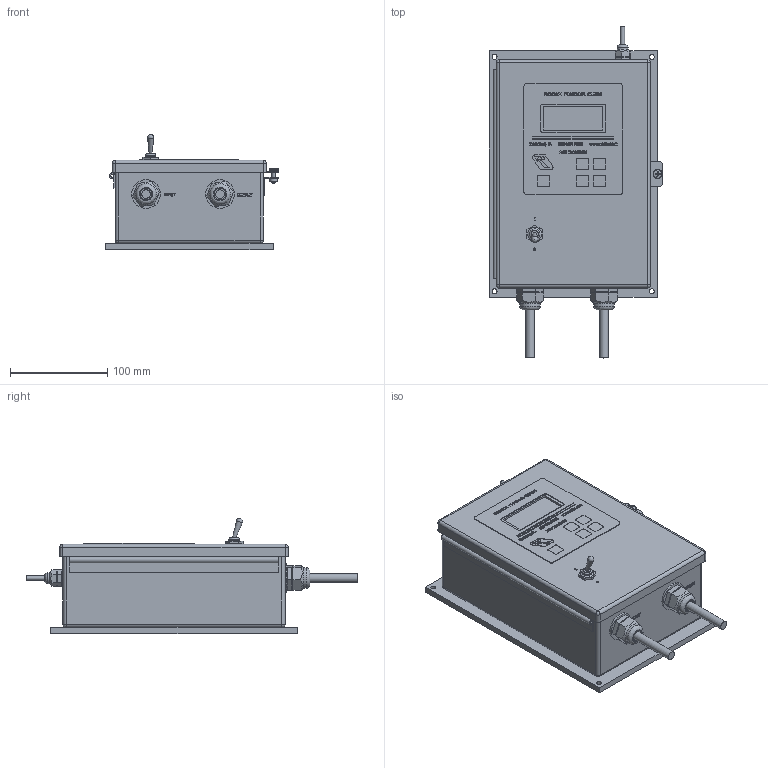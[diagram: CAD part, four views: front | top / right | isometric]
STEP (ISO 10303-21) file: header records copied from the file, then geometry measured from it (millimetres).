
FILE_DESCRIPTION((''),'2;1');
FILE_NAME('VF-3CE 121-000-0781.stp','2016-03-24T15:55:51',('dixon15'),(''),'Autodesk Inventor 2009','Autodesk Inventor 2009','');
FILE_SCHEMA(('AUTOMOTIVE_DESIGN { 1 0 10303 214 1 1 1 1 }'));
Length unit declared in the file: inch
Products named in the file (9): VF-3CE 121-000-0781; VF-3CE backplate; VR-CE; VF-3CE box; Power Chord ; Sensor Chord; Toggle Switch; Label; cover screw
Assembly tree (9 placements, depth 3):
  VF-3CE 121-000-0781
    VF-3CE backplate
    VR-CE
      VF-3CE box
      Power Chord   x2
      Sensor Chord
      Toggle Switch
      Label
      cover screw
Bounding box: 178.44 x 341.78 x 118.5 mm (x, y, z)
Volume: 3339334.2 mm3; surface area: 270568.8 mm2
Topology: 8 solids, 8 shells, 1458 faces, 3842 edges, 2545 vertices
Faces by surface type: plane 839, bspline 512, cylinder 87, sphere 10, cone 6, torus 4
Full cylindrical faces by diameter (mm): 3.175 x1, 4.064 x1, 4.318 x1, 4.572 x1, 8.128 x1, 8.89 x2, 9.55 x1, 10.552 x1, 11.325 x1, 12.192 x2, 12.7 x3, 14.644 x2, 15.24 x1, 20.44 x2, 21.336 x2, 22.86 x2, 29.464 x2
Entity records: 46775 total; most frequent: CARTESIAN_POINT 14438, ORIENTED_EDGE 7466, DIRECTION 4791, EDGE_CURVE 3733, VECTOR 2517, LINE 2517, VERTEX_POINT 2502, EDGE_LOOP 1635
